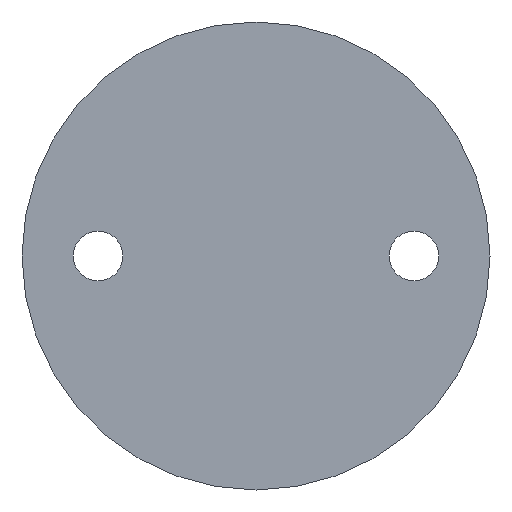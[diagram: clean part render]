
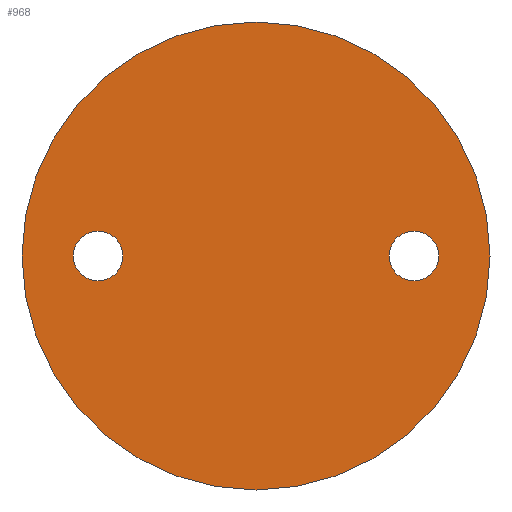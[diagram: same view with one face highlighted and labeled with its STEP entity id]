
A CAD part, front view. The second image highlights one B-rep face of the part: STEP entity #968.
In plain terms, the highlighted planar face has unit normal (0, -1, 0).
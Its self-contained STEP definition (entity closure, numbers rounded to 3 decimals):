
#95=FACE_BOUND('',#226,.T.);
#96=FACE_BOUND('',#227,.T.);
#107=PLANE('',#1134);
#167=FACE_OUTER_BOUND('',#225,.T.);
#225=EDGE_LOOP('',(#812,#813));
#226=EDGE_LOOP('',(#814,#815));
#227=EDGE_LOOP('',(#816,#817));
#307=CIRCLE('',#1065,4.25);
#308=CIRCLE('',#1066,4.25);
#311=CIRCLE('',#1070,4.25);
#312=CIRCLE('',#1071,4.25);
#333=CIRCLE('',#1107,40.);
#334=CIRCLE('',#1108,40.);
#380=VERTEX_POINT('',#1493);
#381=VERTEX_POINT('',#1494);
#384=VERTEX_POINT('',#1503);
#385=VERTEX_POINT('',#1504);
#432=VERTEX_POINT('',#1824);
#433=VERTEX_POINT('',#1826);
#485=EDGE_CURVE('',#380,#381,#307,.T.);
#486=EDGE_CURVE('',#381,#380,#308,.T.);
#490=EDGE_CURVE('',#384,#385,#311,.T.);
#491=EDGE_CURVE('',#385,#384,#312,.T.);
#554=EDGE_CURVE('',#432,#433,#333,.T.);
#555=EDGE_CURVE('',#433,#432,#334,.T.);
#812=ORIENTED_EDGE('',*,*,#555,.F.);
#813=ORIENTED_EDGE('',*,*,#554,.F.);
#814=ORIENTED_EDGE('',*,*,#485,.T.);
#815=ORIENTED_EDGE('',*,*,#486,.T.);
#816=ORIENTED_EDGE('',*,*,#490,.T.);
#817=ORIENTED_EDGE('',*,*,#491,.T.);
#968=ADVANCED_FACE('',(#167,#95,#96),#107,.T.);
#1065=AXIS2_PLACEMENT_3D('',#1495,#1209,#1210);
#1066=AXIS2_PLACEMENT_3D('',#1496,#1211,#1212);
#1070=AXIS2_PLACEMENT_3D('',#1505,#1220,#1221);
#1071=AXIS2_PLACEMENT_3D('',#1506,#1222,#1223);
#1107=AXIS2_PLACEMENT_3D('',#1827,#1305,#1306);
#1108=AXIS2_PLACEMENT_3D('',#1828,#1307,#1308);
#1134=AXIS2_PLACEMENT_3D('',#1864,#1361,#1362);
#1209=DIRECTION('center_axis',(0.,1.,0.));
#1210=DIRECTION('ref_axis',(1.,0.,0.));
#1211=DIRECTION('center_axis',(0.,1.,0.));
#1212=DIRECTION('ref_axis',(1.,0.,0.));
#1220=DIRECTION('center_axis',(0.,1.,0.));
#1221=DIRECTION('ref_axis',(1.,0.,0.));
#1222=DIRECTION('center_axis',(0.,1.,0.));
#1223=DIRECTION('ref_axis',(1.,0.,0.));
#1305=DIRECTION('center_axis',(0.,1.,0.));
#1306=DIRECTION('ref_axis',(-1.,0.,0.));
#1307=DIRECTION('center_axis',(0.,1.,0.));
#1308=DIRECTION('ref_axis',(-1.,0.,0.));
#1361=DIRECTION('center_axis',(0.,-1.,0.));
#1362=DIRECTION('ref_axis',(0.,0.,-1.));
#1493=CARTESIAN_POINT('',(31.25,0.,0.));
#1494=CARTESIAN_POINT('',(22.75,0.,0.));
#1495=CARTESIAN_POINT('Origin',(27.,0.,0.));
#1496=CARTESIAN_POINT('Origin',(27.,0.,0.));
#1503=CARTESIAN_POINT('',(-22.75,0.,0.));
#1504=CARTESIAN_POINT('',(-31.25,0.,0.));
#1505=CARTESIAN_POINT('Origin',(-27.,0.,0.));
#1506=CARTESIAN_POINT('Origin',(-27.,0.,0.));
#1824=CARTESIAN_POINT('',(40.,0.,0.));
#1826=CARTESIAN_POINT('',(-40.,0.,0.));
#1827=CARTESIAN_POINT('Origin',(0.,0.,0.));
#1828=CARTESIAN_POINT('Origin',(0.,0.,0.));
#1864=CARTESIAN_POINT('Origin',(-20.,0.,0.));
